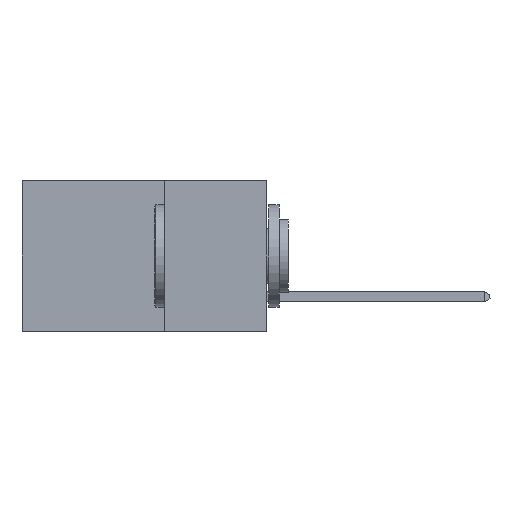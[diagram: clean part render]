
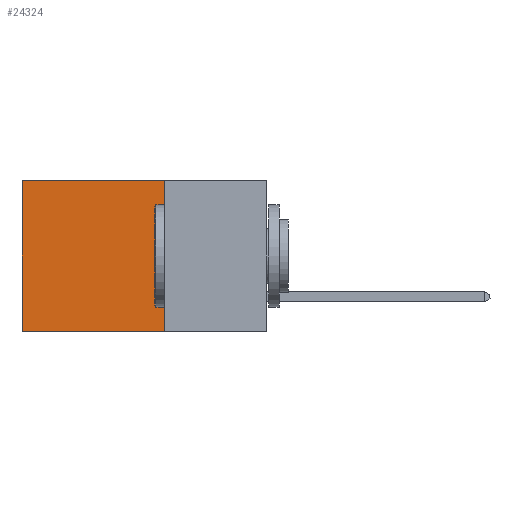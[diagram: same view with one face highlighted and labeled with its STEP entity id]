
A CAD part, left-side view. The second image highlights one B-rep face of the part: STEP entity #24324.
In plain terms, the highlighted planar face has unit normal (-1, 0, 0).
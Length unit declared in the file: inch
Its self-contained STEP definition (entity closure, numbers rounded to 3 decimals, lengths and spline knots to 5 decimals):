
#2357 = DIRECTION ( 'NONE',  ( 0., 1., 0. ) ) ;
#2494 = DIRECTION ( 'NONE',  ( 0., 0., -1. ) ) ;
#2638 = LINE ( 'NONE', #30374, #22359 ) ;
#4027 = ORIENTED_EDGE ( 'NONE', *, *, #10590, .T. ) ;
#4616 = CARTESIAN_POINT ( 'NONE',  ( 0.2875, 0.25, 0. ) ) ;
#4863 = VERTEX_POINT ( 'NONE', #4616 ) ;
#7071 = PLANE ( 'NONE',  #30061 ) ;
#7430 = ORIENTED_EDGE ( 'NONE', *, *, #13800, .F. ) ;
#8094 = FACE_OUTER_BOUND ( 'NONE', #32123, .T. ) ;
#8913 = CARTESIAN_POINT ( 'NONE',  ( 0.2875, 0.25, -0.37 ) ) ;
#9174 = ORIENTED_EDGE ( 'NONE', *, *, #30158, .T. ) ;
#9693 = DIRECTION ( 'NONE',  ( 1., 0., 0. ) ) ;
#10590 = EDGE_CURVE ( 'NONE', #4863, #15174, #17623, .T. ) ;
#11012 = DIRECTION ( 'NONE',  ( 0., 1., 0. ) ) ;
#11047 = CARTESIAN_POINT ( 'NONE',  ( 0.2875, 0.6, -0.37 ) ) ;
#11067 = EDGE_CURVE ( 'NONE', #4863, #12832, #2638, .T. ) ;
#11818 = LINE ( 'NONE', #20397, #30972 ) ;
#12810 = CARTESIAN_POINT ( 'NONE',  ( 0.2875, 0.6, 0. ) ) ;
#12832 = VERTEX_POINT ( 'NONE', #8913 ) ;
#13800 = EDGE_CURVE ( 'NONE', #12832, #25791, #11818, .T. ) ;
#14064 = LINE ( 'NONE', #12810, #26615 ) ;
#15174 = VERTEX_POINT ( 'NONE', #22332 ) ;
#15362 = DIRECTION ( 'NONE',  ( 0., 0., -1. ) ) ;
#17623 = LINE ( 'NONE', #26104, #30062 ) ;
#19778 = CARTESIAN_POINT ( 'NONE',  ( 0.2875, 0.25, 0. ) ) ;
#20079 = ORIENTED_EDGE ( 'NONE', *, *, #11067, .F. ) ;
#20397 = CARTESIAN_POINT ( 'NONE',  ( 0.2875, 0.25, -0.37 ) ) ;
#22332 = CARTESIAN_POINT ( 'NONE',  ( 0.2875, 0.6, 0. ) ) ;
#22359 = VECTOR ( 'NONE', #2494, 39.37008 ) ;
#24324 = ADVANCED_FACE ( 'NONE', ( #8094 ), #7071, .F. ) ;
#25791 = VERTEX_POINT ( 'NONE', #11047 ) ;
#26104 = CARTESIAN_POINT ( 'NONE',  ( 0.2875, 0.25, 0. ) ) ;
#26615 = VECTOR ( 'NONE', #15362, 39.37008 ) ;
#27291 = DIRECTION ( 'NONE',  ( 0., 0., -1. ) ) ;
#30061 = AXIS2_PLACEMENT_3D ( 'NONE', #19778, #9693, #27291 ) ;
#30062 = VECTOR ( 'NONE', #11012, 39.37008 ) ;
#30158 = EDGE_CURVE ( 'NONE', #15174, #25791, #14064, .T. ) ;
#30374 = CARTESIAN_POINT ( 'NONE',  ( 0.2875, 0.25, 0. ) ) ;
#30972 = VECTOR ( 'NONE', #2357, 39.37008 ) ;
#32123 = EDGE_LOOP ( 'NONE', ( #9174, #7430, #20079, #4027 ) ) ;
